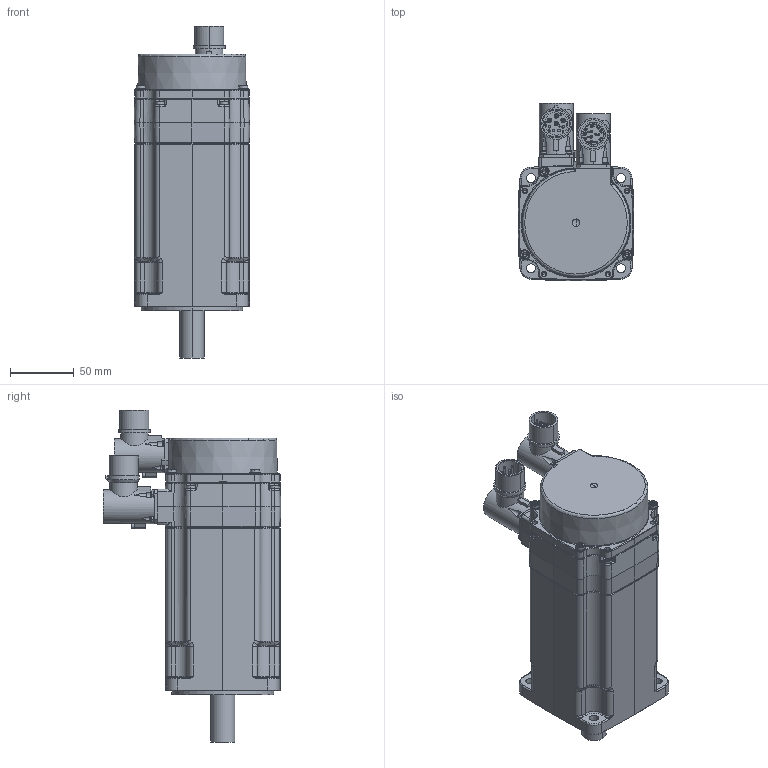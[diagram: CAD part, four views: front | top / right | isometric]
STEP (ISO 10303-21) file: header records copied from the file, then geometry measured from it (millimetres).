
FILE_DESCRIPTION((''),'2;1');
FILE_NAME('NX430EAR7000_SW0001','2004-06-24T',('pr1'),(''),'PRO/ENGINEER BY PARAMETRIC TECHNOLOGY CORPORATION, 2001500','PRO/ENGINEER BY PARAMETRIC TECHNOLOGY CORPORATION, 2001500','');
FILE_SCHEMA(('CONFIG_CONTROL_DESIGN'));
Products named in the file (1): NX430EAR7000_SW0001
Bounding box: 91 x 139.5 x 260.8 mm (x, y, z)
Volume: 1425363.8 mm3; surface area: 108252 mm2
Topology: 1 solids, 1 shells, 2120 faces, 5387 edges, 3342 vertices
Faces by surface type: plane 1095, cylinder 477, cone 223, bspline 215, torus 94, sphere 16
Entity records: 81716 total; most frequent: CARTESIAN_POINT 32574, ORIENTED_EDGE 10706, DIRECTION 9410, EDGE_CURVE 5353, VECTOR 3360, LINE 3360, VERTEX_POINT 3342, AXIS2_PLACEMENT_3D 3025
